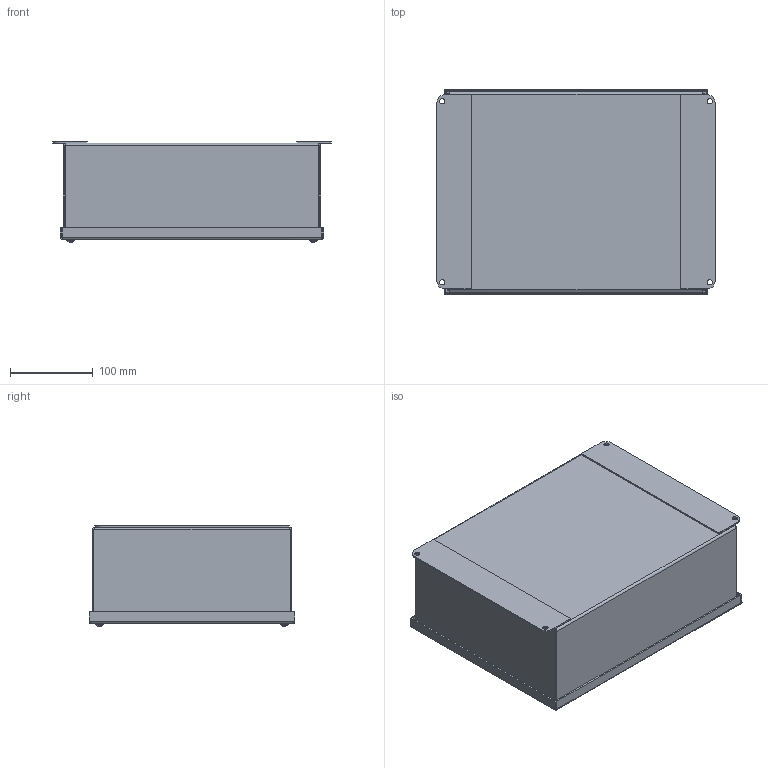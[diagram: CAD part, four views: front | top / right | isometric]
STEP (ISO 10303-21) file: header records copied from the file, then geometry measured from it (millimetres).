
FILE_DESCRIPTION(/* description */ (''),/* implementation_level */ '2;1');
FILE_NAME(/* name */ 'PBGX25.stp',/* time_stamp */ '2017-01-30T17:17:02+06:00',/* author */ ('mgunasekar'),/* organization */ (''),/* preprocessor_version */ 'ST-DEVELOPER v16.1',/* originating_system */ 'Autodesk Inventor 2016',/* authorisation */ '');
FILE_SCHEMA (('AUTOMOTIVE_DESIGN { 1 0 10303 214 3 1 1 }'));
Length unit declared in the file: inch
Products named in the file (13): 316265-PBGX25; PBGX25BKP; 34984; 3285; 3185; 31817; 3694; 34821; 38837; PBGX25LID; 39077; 372163; PBGX25
Assembly tree (25 placements, depth 2):
  PBGX25
    316265-PBGX25  x2
    PBGX25BKP
    34984  x4
    3285  x2
    3185
    31817
    3694
    34821  x2
    38837  x2
    PBGX25LID
    39077  x4
    372163  x4
Bounding box: 336.55 x 249.17 x 121.56 mm (x, y, z)
Volume: 659274.7 mm3; surface area: 668616.2 mm2
Topology: 25 solids, 25 shells, 1009 faces, 2696 edges, 1750 vertices
Faces by surface type: plane 663, cylinder 232, cone 66, torus 24, bspline 20, sphere 4
Full cylindrical faces by diameter (mm): 3.175 x1, 3.556 x2, 3.962 x4, 4.826 x6, 4.978 x4, 6.299 x4, 6.35 x7, 6.528 x4, 7.061 x4, 7.137 x4, 7.938 x4, 9.474 x4, 10.312 x4, 11.506 x4
Entity records: 24737 total; most frequent: CARTESIAN_POINT 5008, ORIENTED_EDGE 3948, DIRECTION 3803, EDGE_CURVE 1974, LINE 1491, VECTOR 1491, VERTEX_POINT 1295, AXIS2_PLACEMENT_3D 1156
